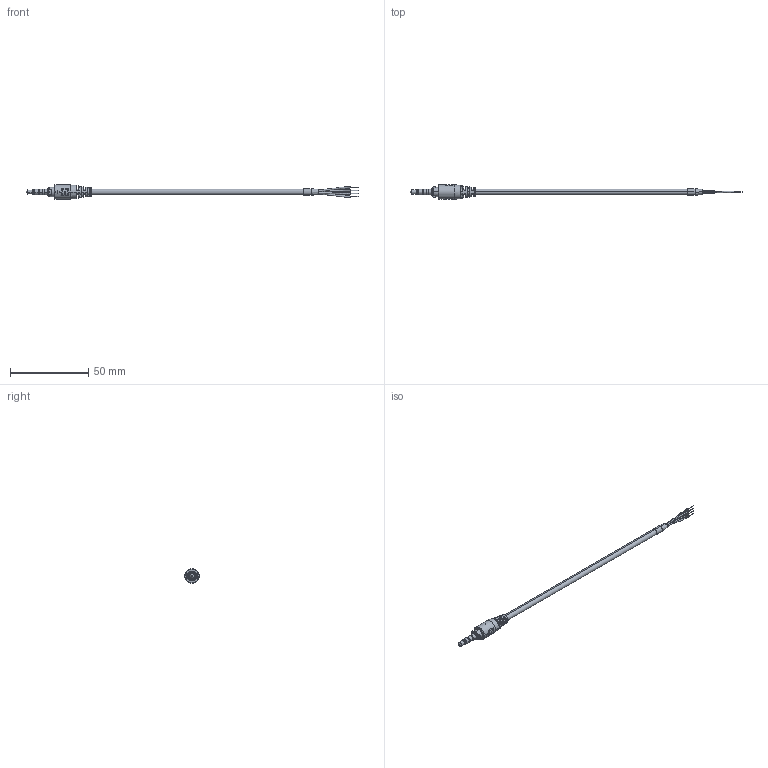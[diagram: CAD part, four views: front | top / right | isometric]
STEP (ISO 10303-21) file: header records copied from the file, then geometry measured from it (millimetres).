
FILE_DESCRIPTION (( 'STEP AP203' ), '1' );
FILE_NAME ('10-03403_revA.STEP', '2019-09-24T21:43:58', ( '' ), ( '' ), 'SwSTEP 2.0', 'SolidWorks 2015', '' );
FILE_SCHEMA (( 'CONFIG_CONTROL_DESIGN' ));
Length unit declared in the file: millimetre
Products named in the file (4): 50-00403; 24-00265; 10-03403_revA; 30-00180_wst
Assembly tree (3 placements, depth 2):
  10-03403_revA
    30-00180_wst
    24-00265
    50-00403
Bounding box: 212.04 x 9.4 x 9.1 mm (x, y, z)
Volume: 3178.7 mm3; surface area: 6037.6 mm2
Topology: 41 solids, 41 shells, 502 faces, 1133 edges, 734 vertices
Faces by surface type: cylinder 162, plane 161, bspline 117, torus 45, cone 17
Entity records: 19077 total; most frequent: CARTESIAN_POINT 8131, ORIENTED_EDGE 2266, DIRECTION 2021, EDGE_CURVE 1133, AXIS2_PLACEMENT_3D 871, VERTEX_POINT 734, EDGE_LOOP 529, FACE_OUTER_BOUND 502
